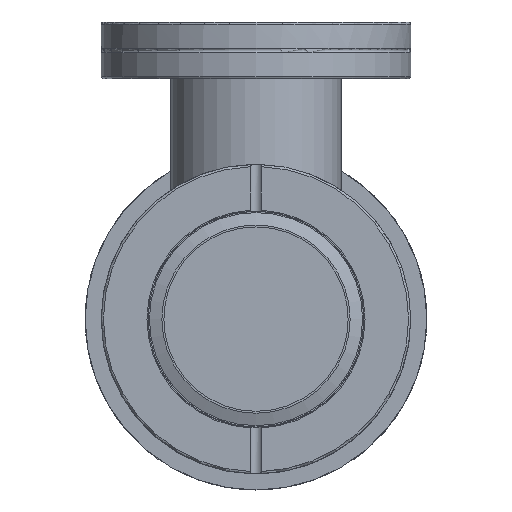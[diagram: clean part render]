
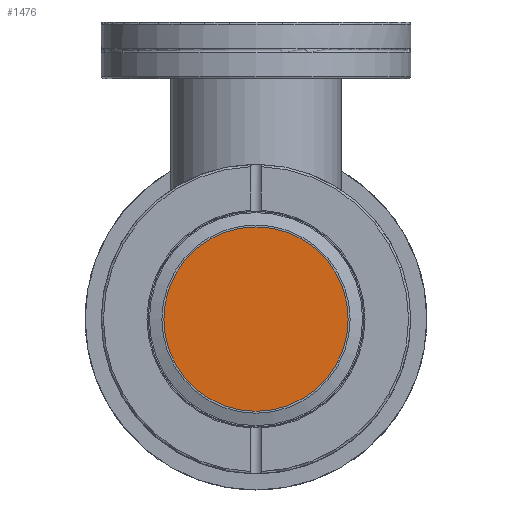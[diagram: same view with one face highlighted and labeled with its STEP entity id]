
A CAD part, left-side view. The second image highlights one B-rep face of the part: STEP entity #1476.
In plain terms, the highlighted planar face has unit normal (-1, 0, 0).
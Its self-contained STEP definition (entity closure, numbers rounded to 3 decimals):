
#221=PLANE('',#1646);
#327=FACE_OUTER_BOUND('',#432,.T.);
#432=EDGE_LOOP('',(#1082));
#551=CIRCLE('',#1647,20.633);
#657=VERTEX_POINT('',#2580);
#832=EDGE_CURVE('',#657,#657,#551,.T.);
#1082=ORIENTED_EDGE('',*,*,#832,.F.);
#1476=ADVANCED_FACE('',(#327),#221,.T.);
#1646=AXIS2_PLACEMENT_3D('',#2579,#1890,#1891);
#1647=AXIS2_PLACEMENT_3D('',#2581,#1892,#1893);
#1890=DIRECTION('center_axis',(-1.,0.,0.));
#1891=DIRECTION('ref_axis',(0.,0.,1.));
#1892=DIRECTION('center_axis',(1.,0.,0.));
#1893=DIRECTION('ref_axis',(0.,-1.,0.));
#2579=CARTESIAN_POINT('Origin',(-101.119,-85.281,33.887));
#2580=CARTESIAN_POINT('',(-101.119,-85.421,33.887));
#2581=CARTESIAN_POINT('Origin',(-101.119,-106.054,33.887));
